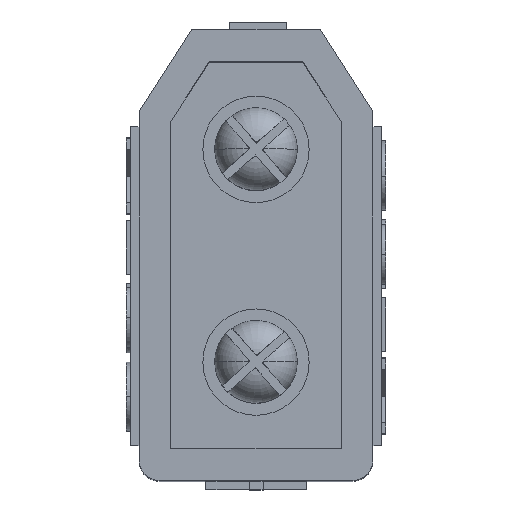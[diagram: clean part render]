
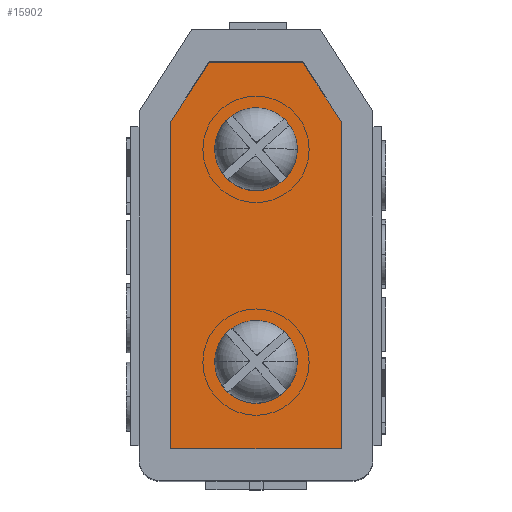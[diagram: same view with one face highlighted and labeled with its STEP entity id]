
A CAD part, top view. The second image highlights one B-rep face of the part: STEP entity #15902.
In plain terms, the highlighted planar face has unit normal (0, 0, 1).
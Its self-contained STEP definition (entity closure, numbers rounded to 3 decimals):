
#158 = CARTESIAN_POINT ( 'NONE',  ( -2., 0.91, 5. ) ) ;
#665 = CARTESIAN_POINT ( 'NONE',  ( 1.1, 10.01, 5. ) ) ;
#727 = VECTOR ( 'NONE', #14991, 1000. ) ;
#1188 = ORIENTED_EDGE ( 'NONE', *, *, #13110, .T. ) ;
#1563 = LINE ( 'NONE', #13108, #13944 ) ;
#2654 = CARTESIAN_POINT ( 'NONE',  ( -1.5, 9.51, 5. ) ) ;
#2751 = DIRECTION ( 'NONE',  ( 1., 0., 0. ) ) ;
#2989 = EDGE_CURVE ( 'NONE', #16699, #9808, #7862, .T. ) ;
#3992 = VERTEX_POINT ( 'NONE', #665 ) ;
#4132 = CARTESIAN_POINT ( 'NONE',  ( 2., 0.91, 5. ) ) ;
#4362 = EDGE_CURVE ( 'NONE', #4647, #7363, #13890, .T. ) ;
#4647 = VERTEX_POINT ( 'NONE', #4132 ) ;
#4912 = DIRECTION ( 'NONE',  ( 1., 0., 0. ) ) ;
#5271 = CARTESIAN_POINT ( 'NONE',  ( 2., 8.61, 5. ) ) ;
#5506 = DIRECTION ( 'NONE',  ( 0., 1., 0. ) ) ;
#5765 = DIRECTION ( 'NONE',  ( 0., 0., 1. ) ) ;
#5881 = ORIENTED_EDGE ( 'NONE', *, *, #16010, .T. ) ;
#6072 = DIRECTION ( 'NONE',  ( 0., -1., 0. ) ) ;
#6382 = CARTESIAN_POINT ( 'NONE',  ( 2., 8.61, 5. ) ) ;
#7005 = CARTESIAN_POINT ( 'NONE',  ( 2., 9.51, 5. ) ) ;
#7101 = EDGE_LOOP ( 'NONE', ( #12233, #16475, #14749, #5881, #9708, #1188 ) ) ;
#7363 = VERTEX_POINT ( 'NONE', #5271 ) ;
#7561 = LINE ( 'NONE', #17861, #13495 ) ;
#7862 = LINE ( 'NONE', #13622, #11508 ) ;
#9708 = ORIENTED_EDGE ( 'NONE', *, *, #4362, .T. ) ;
#9808 = VERTEX_POINT ( 'NONE', #158 ) ;
#10308 = DIRECTION ( 'NONE',  ( -0.541, -0.841, 0. ) ) ;
#10770 = LINE ( 'NONE', #6382, #727 ) ;
#11508 = VECTOR ( 'NONE', #6072, 1000. ) ;
#11757 = CARTESIAN_POINT ( 'NONE',  ( -2., 0.91, 5. ) ) ;
#12233 = ORIENTED_EDGE ( 'NONE', *, *, #12525, .T. ) ;
#12277 = VERTEX_POINT ( 'NONE', #12455 ) ;
#12455 = CARTESIAN_POINT ( 'NONE',  ( -1.1, 10.01, 5. ) ) ;
#12525 = EDGE_CURVE ( 'NONE', #3992, #12277, #1563, .T. ) ;
#13108 = CARTESIAN_POINT ( 'NONE',  ( -1.1, 10.01, 5. ) ) ;
#13110 = EDGE_CURVE ( 'NONE', #7363, #3992, #10770, .T. ) ;
#13196 = DIRECTION ( 'NONE',  ( -1., 0., 0. ) ) ;
#13495 = VECTOR ( 'NONE', #10308, 1000. ) ;
#13522 = AXIS2_PLACEMENT_3D ( 'NONE', #2654, #5765, #2751 ) ;
#13622 = CARTESIAN_POINT ( 'NONE',  ( -2., 9.51, 5. ) ) ;
#13725 = CARTESIAN_POINT ( 'NONE',  ( -2., 8.61, 5. ) ) ;
#13787 = PLANE ( 'NONE',  #13522 ) ;
#13890 = LINE ( 'NONE', #7005, #16422 ) ;
#13944 = VECTOR ( 'NONE', #13196, 1000. ) ;
#14672 = VECTOR ( 'NONE', #4912, 1000. ) ;
#14749 = ORIENTED_EDGE ( 'NONE', *, *, #2989, .T. ) ;
#14991 = DIRECTION ( 'NONE',  ( -0.541, 0.841, 0. ) ) ;
#15381 = EDGE_CURVE ( 'NONE', #12277, #16699, #7561, .T. ) ;
#15902 = ADVANCED_FACE ( 'NONE', ( #18059 ), #13787, .T. ) ;
#16010 = EDGE_CURVE ( 'NONE', #9808, #4647, #16060, .T. ) ;
#16060 = LINE ( 'NONE', #11757, #14672 ) ;
#16422 = VECTOR ( 'NONE', #5506, 1000. ) ;
#16475 = ORIENTED_EDGE ( 'NONE', *, *, #15381, .T. ) ;
#16699 = VERTEX_POINT ( 'NONE', #13725 ) ;
#17861 = CARTESIAN_POINT ( 'NONE',  ( -2., 8.61, 5. ) ) ;
#18059 = FACE_OUTER_BOUND ( 'NONE', #7101, .T. ) ;
